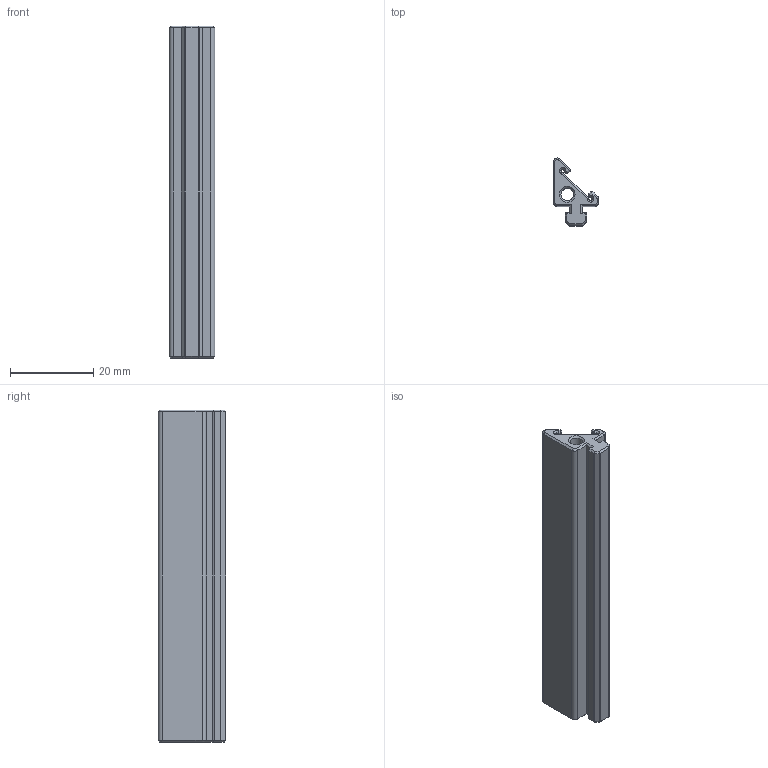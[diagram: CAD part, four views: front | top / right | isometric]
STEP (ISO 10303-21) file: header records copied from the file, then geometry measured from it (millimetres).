
FILE_DESCRIPTION(/* description */ (''),/* implementation_level */ '2;1');
FILE_NAME(/* name */ 'Neopixel_Holder.step',/* time_stamp */ '2021-11-27T18:02:50+02:00',/* author */ (''),/* organization */ (''),/* preprocessor_version */ 'ST-DEVELOPER v18.1',/* originating_system */ 'Autodesk Translation Framework v10.10.0.1391',/* authorisation */ '');
FILE_SCHEMA (('AUTOMOTIVE_DESIGN { 1 0 10303 214 3 1 1 }'));
Length unit declared in the file: millimetre
Products named in the file (1): 1515_Extrusion
Bounding box: 11 x 16.28 x 80 mm (x, y, z)
Volume: 6346 mm3; surface area: 5695.1 mm2
Topology: 1 solids, 1 shells, 125 faces, 287 edges, 136 vertices
Faces by surface type: plane 62, cone 42, cylinder 21
Full cylindrical faces by diameter (mm): 3 x1
Entity records: 3186 total; most frequent: DIRECTION 567, CARTESIAN_POINT 521, ORIENTED_EDGE 518, EDGE_CURVE 259, LINE 203, VECTOR 203, AXIS2_PLACEMENT_3D 182, VERTEX_POINT 136
